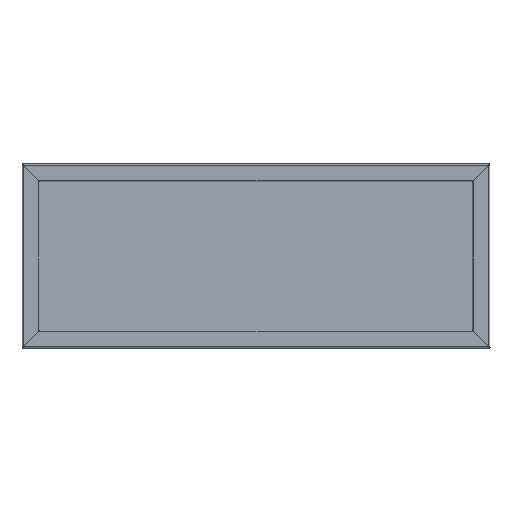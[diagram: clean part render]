
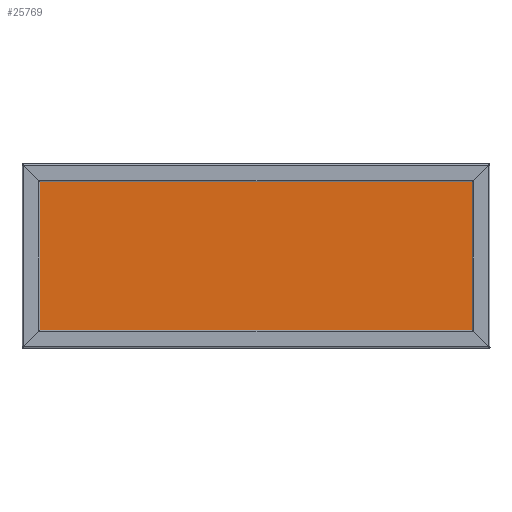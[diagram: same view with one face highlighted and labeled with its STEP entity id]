
A CAD part, top view. The second image highlights one B-rep face of the part: STEP entity #25769.
In plain terms, the highlighted free-form (B-spline) face has degree [1, 1] with [2, 2] control points.
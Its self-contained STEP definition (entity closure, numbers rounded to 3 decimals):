
#25652 = VERTEX_POINT('',#25653);
#25653 = CARTESIAN_POINT('',(650.919,237.637,
    -9.299));
#25658 = EDGE_CURVE('',#25652,#25659,#25661,.T.);
#25659 = VERTEX_POINT('',#25660);
#25660 = CARTESIAN_POINT('',(-650.919,237.637,
    -9.299));
#25661 = B_SPLINE_CURVE_WITH_KNOTS('',1,(#25662,#25663),.UNSPECIFIED.,
  .F.,.F.,(2,2),(0.,1260.),.PIECEWISE_BEZIER_KNOTS.);
#25662 = CARTESIAN_POINT('',(650.919,237.637,
    -9.299));
#25663 = CARTESIAN_POINT('',(-650.919,237.637,
    -9.299));
#25686 = EDGE_CURVE('',#25659,#25687,#25689,.T.);
#25687 = VERTEX_POINT('',#25688);
#25688 = CARTESIAN_POINT('',(-650.919,-237.637,
    -9.299));
#25689 = B_SPLINE_CURVE_WITH_KNOTS('',1,(#25690,#25691),.UNSPECIFIED.,
  .F.,.F.,(2,2),(0.,460.),.PIECEWISE_BEZIER_KNOTS.);
#25690 = CARTESIAN_POINT('',(-650.919,237.637,
    -9.299));
#25691 = CARTESIAN_POINT('',(-650.919,-237.637,
    -9.299));
#25714 = EDGE_CURVE('',#25687,#25715,#25717,.T.);
#25715 = VERTEX_POINT('',#25716);
#25716 = CARTESIAN_POINT('',(650.919,-237.637,
    -9.299));
#25717 = B_SPLINE_CURVE_WITH_KNOTS('',1,(#25718,#25719),.UNSPECIFIED.,
  .F.,.F.,(2,2),(0.,1260.),.PIECEWISE_BEZIER_KNOTS.);
#25718 = CARTESIAN_POINT('',(-650.919,-237.637,
    -9.299));
#25719 = CARTESIAN_POINT('',(650.919,-237.637,
    -9.299));
#25742 = EDGE_CURVE('',#25715,#25652,#25743,.T.);
#25743 = B_SPLINE_CURVE_WITH_KNOTS('',1,(#25744,#25745),.UNSPECIFIED.,
  .F.,.F.,(2,2),(0.,460.),.PIECEWISE_BEZIER_KNOTS.);
#25744 = CARTESIAN_POINT('',(650.919,-237.637,
    -9.299));
#25745 = CARTESIAN_POINT('',(650.919,237.637,
    -9.299));
#25769 = ADVANCED_FACE('',(#25770),#25776,.T.);
#25770 = FACE_BOUND('',#25771,.T.);
#25771 = EDGE_LOOP('',(#25772,#25773,#25774,#25775));
#25772 = ORIENTED_EDGE('',*,*,#25658,.T.);
#25773 = ORIENTED_EDGE('',*,*,#25686,.T.);
#25774 = ORIENTED_EDGE('',*,*,#25714,.T.);
#25775 = ORIENTED_EDGE('',*,*,#25742,.T.);
#25776 = B_SPLINE_SURFACE_WITH_KNOTS('',1,1,(
    (#25777,#25778)
    ,(#25779,#25780
    )),.UNSPECIFIED.,.F.,.F.,.F.,(2,2),(2,2),(-630.,
    630.),(-230.,230.),
  .PIECEWISE_BEZIER_KNOTS.);
#25777 = CARTESIAN_POINT('',(-650.919,-237.637,
    -9.299));
#25778 = CARTESIAN_POINT('',(-650.919,237.637,
    -9.299));
#25779 = CARTESIAN_POINT('',(650.919,-237.637,
    -9.299));
#25780 = CARTESIAN_POINT('',(650.919,237.637,
    -9.299));
